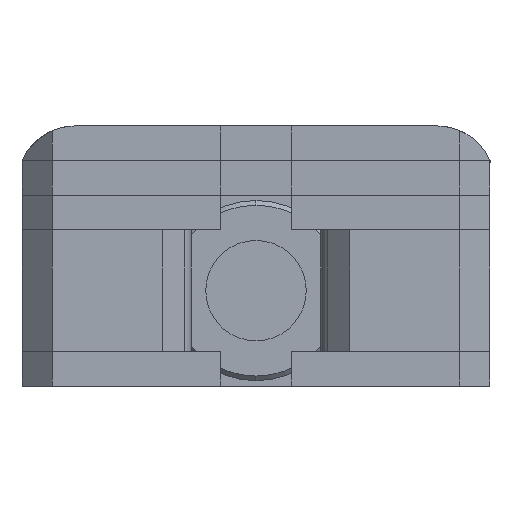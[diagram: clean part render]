
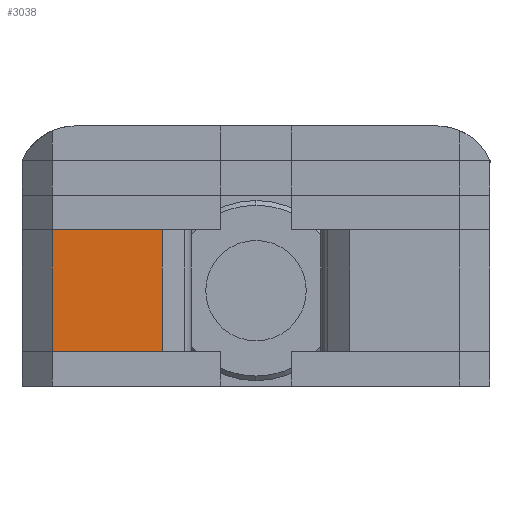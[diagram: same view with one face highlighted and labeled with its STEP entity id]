
A CAD part, front view. The second image highlights one B-rep face of the part: STEP entity #3038.
In plain terms, the highlighted planar face has unit normal (0, -1, 0).
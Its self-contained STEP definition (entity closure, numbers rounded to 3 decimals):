
#15 = VECTOR ( 'NONE', #2071, 1000. ) ;
#75 = AXIS2_PLACEMENT_3D ( 'NONE', #2628, #2270, #308 ) ;
#76 = LINE ( 'NONE', #435, #15 ) ;
#195 = CARTESIAN_POINT ( 'NONE',  ( 2.6, -5.5, 0. ) ) ;
#308 = DIRECTION ( 'NONE',  ( 0., 0., -1. ) ) ;
#435 = CARTESIAN_POINT ( 'NONE',  ( 2.6, -5.5, -8.7 ) ) ;
#596 = PLANE ( 'NONE',  #75 ) ;
#637 = ORIENTED_EDGE ( 'NONE', *, *, #4028, .F. ) ;
#638 = FACE_OUTER_BOUND ( 'NONE', #4338, .T. ) ;
#955 = ORIENTED_EDGE ( 'NONE', *, *, #1249, .T. ) ;
#1249 = EDGE_CURVE ( 'NONE', #2961, #1503, #2282, .T. ) ;
#1384 = ORIENTED_EDGE ( 'NONE', *, *, #3226, .T. ) ;
#1503 = VERTEX_POINT ( 'NONE', #1605 ) ;
#1605 = CARTESIAN_POINT ( 'NONE',  ( 2.6, -5.5, -4. ) ) ;
#1711 = CARTESIAN_POINT ( 'NONE',  ( -2.6, -5.5, -8.7 ) ) ;
#1873 = CARTESIAN_POINT ( 'NONE',  ( 2.6, -5.5, -8.7 ) ) ;
#1877 = ORIENTED_EDGE ( 'NONE', *, *, #2320, .T. ) ;
#2071 = DIRECTION ( 'NONE',  ( 1., 0., 0. ) ) ;
#2181 = DIRECTION ( 'NONE',  ( 0., 0., 1. ) ) ;
#2270 = DIRECTION ( 'NONE',  ( 0., -1., 0. ) ) ;
#2282 = LINE ( 'NONE', #195, #2894 ) ;
#2295 = DIRECTION ( 'NONE',  ( -1., 0., 0. ) ) ;
#2316 = VERTEX_POINT ( 'NONE', #3912 ) ;
#2320 = EDGE_CURVE ( 'NONE', #1503, #2316, #2937, .T. ) ;
#2628 = CARTESIAN_POINT ( 'NONE',  ( 2.6, -5.5, 0. ) ) ;
#2894 = VECTOR ( 'NONE', #3938, 1000. ) ;
#2923 = CARTESIAN_POINT ( 'NONE',  ( -2.6, -5.5, 0. ) ) ;
#2937 = LINE ( 'NONE', #4283, #3470 ) ;
#2961 = VERTEX_POINT ( 'NONE', #1873 ) ;
#3038 = ADVANCED_FACE ( 'NONE', ( #638 ), #596, .T. ) ;
#3203 = VECTOR ( 'NONE', #2181, 1000. ) ;
#3226 = EDGE_CURVE ( 'NONE', #3887, #2961, #76, .T. ) ;
#3470 = VECTOR ( 'NONE', #2295, 1000. ) ;
#3887 = VERTEX_POINT ( 'NONE', #1711 ) ;
#3912 = CARTESIAN_POINT ( 'NONE',  ( -2.6, -5.5, -4. ) ) ;
#3938 = DIRECTION ( 'NONE',  ( 0., 0., 1. ) ) ;
#4028 = EDGE_CURVE ( 'NONE', #3887, #2316, #4217, .T. ) ;
#4217 = LINE ( 'NONE', #2923, #3203 ) ;
#4283 = CARTESIAN_POINT ( 'NONE',  ( 2.6, -5.5, -4. ) ) ;
#4338 = EDGE_LOOP ( 'NONE', ( #637, #1384, #955, #1877 ) ) ;
